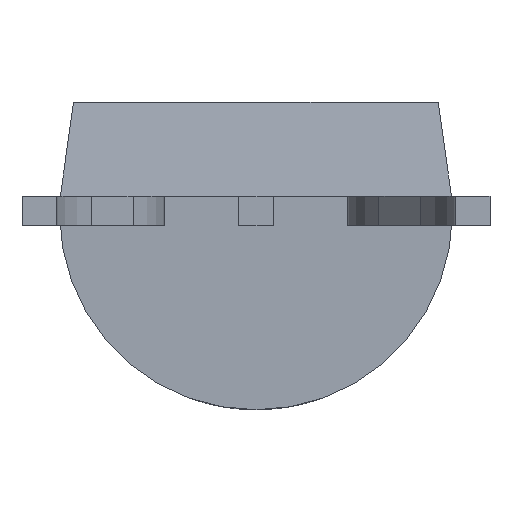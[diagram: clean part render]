
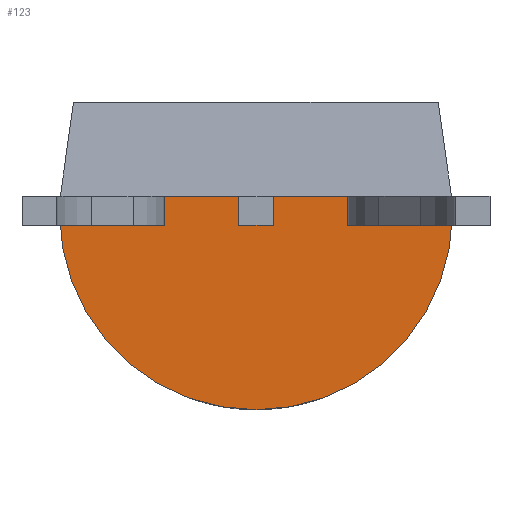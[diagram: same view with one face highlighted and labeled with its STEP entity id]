
A CAD part, front view. The second image highlights one B-rep face of the part: STEP entity #123.
In plain terms, the highlighted planar face has unit normal (0, -1, 0).
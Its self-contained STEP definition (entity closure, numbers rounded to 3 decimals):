
#6 = VERTEX_POINT ( 'NONE', #1038 ) ;
#11 = CARTESIAN_POINT ( 'NONE',  ( -0.2, 3.487, -0.17 ) ) ;
#21 = AXIS2_PLACEMENT_3D ( 'NONE', #893, #663, #1016 ) ;
#42 = DIRECTION ( 'NONE',  ( 0., 1., 0. ) ) ;
#89 = ORIENTED_EDGE ( 'NONE', *, *, #1405, .T. ) ;
#113 = DIRECTION ( 'NONE',  ( 1., 0., 0. ) ) ;
#123 = ADVANCED_FACE ( 'NONE', ( #1478 ), #820, .T. ) ;
#151 = CARTESIAN_POINT ( 'NONE',  ( 0., 3.487, -0.03 ) ) ;
#167 = CARTESIAN_POINT ( 'NONE',  ( 0., 3.487, 0.17 ) ) ;
#237 = DIRECTION ( 'NONE',  ( 0., 0., -1. ) ) ;
#317 = VECTOR ( 'NONE', #1068, 1000. ) ;
#427 = CIRCLE ( 'NONE', #21, 2.3 ) ;
#506 = LINE ( 'NONE', #167, #317 ) ;
#523 = VERTEX_POINT ( 'NONE', #986 ) ;
#573 = VECTOR ( 'NONE', #113, 1000. ) ;
#663 = DIRECTION ( 'NONE',  ( 0., 1., 0. ) ) ;
#668 = VERTEX_POINT ( 'NONE', #1370 ) ;
#709 = DIRECTION ( 'NONE',  ( 0., 1., 0. ) ) ;
#729 = AXIS2_PLACEMENT_3D ( 'NONE', #942, #709, #1289 ) ;
#776 = EDGE_CURVE ( 'NONE', #6, #523, #427, .T. ) ;
#792 = VERTEX_POINT ( 'NONE', #1155 ) ;
#816 = EDGE_CURVE ( 'NONE', #523, #1006, #1181, .T. ) ;
#820 = PLANE ( 'NONE',  #1236 ) ;
#845 = EDGE_CURVE ( 'NONE', #668, #6, #1378, .T. ) ;
#888 = EDGE_LOOP ( 'NONE', ( #1326, #1412, #907, #1360, #89 ) ) ;
#893 = CARTESIAN_POINT ( 'NONE',  ( 0., 3.487, -0.03 ) ) ;
#907 = ORIENTED_EDGE ( 'NONE', *, *, #776, .F. ) ;
#942 = CARTESIAN_POINT ( 'NONE',  ( 0., 3.487, -0.03 ) ) ;
#986 = CARTESIAN_POINT ( 'NONE',  ( -2.3, 3.487, -0.03 ) ) ;
#1006 = VERTEX_POINT ( 'NONE', #1417 ) ;
#1015 = CARTESIAN_POINT ( 'NONE',  ( 1.47, 3.487, 0.17 ) ) ;
#1016 = DIRECTION ( 'NONE',  ( 1., 0., 0. ) ) ;
#1034 = DIRECTION ( 'NONE',  ( 1., 0., 0. ) ) ;
#1038 = CARTESIAN_POINT ( 'NONE',  ( 2.3, 3.487, -0.03 ) ) ;
#1068 = DIRECTION ( 'NONE',  ( -1., 0., 0. ) ) ;
#1100 = EDGE_CURVE ( 'NONE', #1006, #792, #1216, .T. ) ;
#1155 = CARTESIAN_POINT ( 'NONE',  ( 2.289, 3.487, 0.17 ) ) ;
#1181 = CIRCLE ( 'NONE', #1455, 2.3 ) ;
#1216 = LINE ( 'NONE', #1015, #573 ) ;
#1236 = AXIS2_PLACEMENT_3D ( 'NONE', #11, #1250, #237 ) ;
#1250 = DIRECTION ( 'NONE',  ( 0., -1., 0. ) ) ;
#1289 = DIRECTION ( 'NONE',  ( 1., 0., 0. ) ) ;
#1326 = ORIENTED_EDGE ( 'NONE', *, *, #1100, .F. ) ;
#1360 = ORIENTED_EDGE ( 'NONE', *, *, #845, .F. ) ;
#1370 = CARTESIAN_POINT ( 'NONE',  ( 2.291, 3.487, 0.17 ) ) ;
#1378 = CIRCLE ( 'NONE', #729, 2.3 ) ;
#1405 = EDGE_CURVE ( 'NONE', #668, #792, #506, .T. ) ;
#1412 = ORIENTED_EDGE ( 'NONE', *, *, #816, .F. ) ;
#1417 = CARTESIAN_POINT ( 'NONE',  ( -2.291, 3.487, 0.17 ) ) ;
#1455 = AXIS2_PLACEMENT_3D ( 'NONE', #151, #42, #1034 ) ;
#1478 = FACE_OUTER_BOUND ( 'NONE', #888, .T. ) ;
